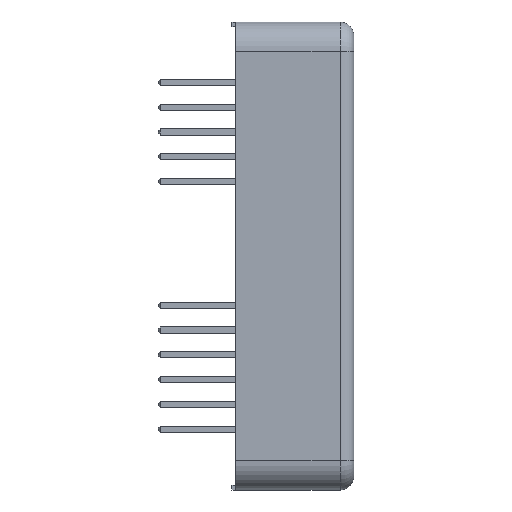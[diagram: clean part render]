
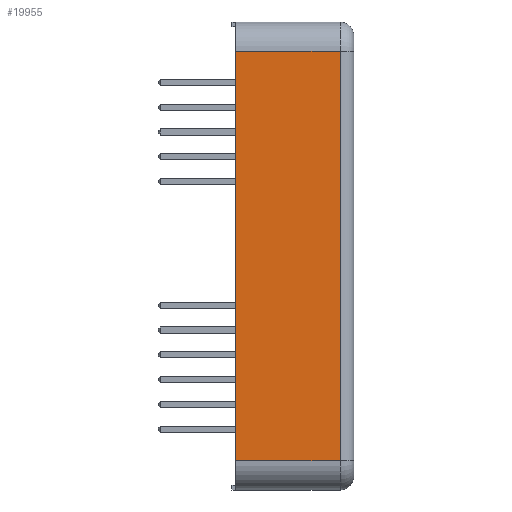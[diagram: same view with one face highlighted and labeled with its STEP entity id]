
A CAD part, left-side view. The second image highlights one B-rep face of the part: STEP entity #19955.
In plain terms, the highlighted planar face has unit normal (-1, 0, 0).
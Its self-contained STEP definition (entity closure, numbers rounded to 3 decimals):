
#812=AXIS2_PLACEMENT_3D('',#23079,#6837,$);
#1859=PLANE('',#812);
#2953=VECTOR('',#6742,1.);
#2972=VECTOR('',#6781,1.);
#2985=VECTOR('',#6811,1.);
#2987=VECTOR('',#6836,1.);
#4696=LINE('',#22983,#2953);
#4715=LINE('',#23033,#2972);
#4728=LINE('',#23063,#2985);
#4730=LINE('',#23078,#2987);
#6742=DIRECTION('',(0.,0.,-1.));
#6781=DIRECTION('',(0.,1.,0.));
#6811=DIRECTION('',(0.,0.,-1.));
#6836=DIRECTION('',(0.,-1.,0.));
#6837=DIRECTION('',(-1.,0.,0.));
#9555=VERTEX_POINT('',#22981);
#9557=VERTEX_POINT('',#22984);
#9576=VERTEX_POINT('',#23032);
#9582=VERTEX_POINT('',#23062);
#11307=EDGE_CURVE('',#9557,#9555,#4696,.T.);
#11333=EDGE_CURVE('',#9576,#9555,#4715,.T.);
#11354=EDGE_CURVE('',#9582,#9576,#4728,.T.);
#11362=EDGE_CURVE('',#9557,#9582,#4730,.T.);
#14374=ORIENTED_EDGE('',*,*,#11307,.T.);
#14375=ORIENTED_EDGE('',*,*,#11333,.F.);
#14376=ORIENTED_EDGE('',*,*,#11354,.F.);
#14377=ORIENTED_EDGE('',*,*,#11362,.F.);
#17563=EDGE_LOOP('',(#14374,#14375,#14376,#14377));
#18772=FACE_BOUND('',#17563,.T.);
#19955=ADVANCED_FACE('',(#18772),#1859,.T.);
#22981=CARTESIAN_POINT('',(-20.1,12.1,-21.));
#22983=CARTESIAN_POINT('',(-20.1,12.1,-19.923));
#22984=CARTESIAN_POINT('',(-20.1,12.1,21.));
#23032=CARTESIAN_POINT('',(-20.1,1.4,-21.));
#23033=CARTESIAN_POINT('',(-20.1,0.,-21.));
#23062=CARTESIAN_POINT('',(-20.1,1.4,21.));
#23063=CARTESIAN_POINT('',(-20.1,1.4,0.));
#23078=CARTESIAN_POINT('',(-20.1,0.,21.));
#23079=CARTESIAN_POINT('',(-20.1,0.,0.));
